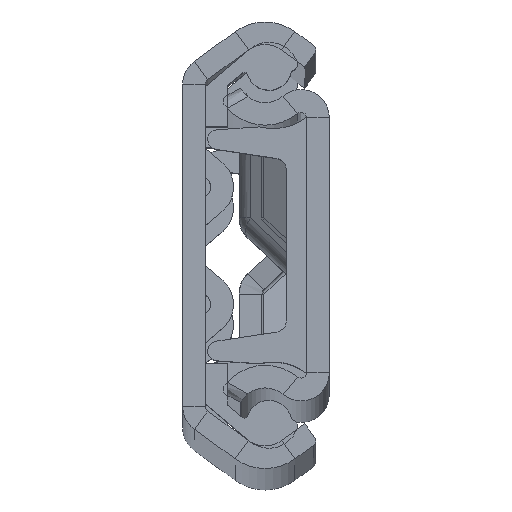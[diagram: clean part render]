
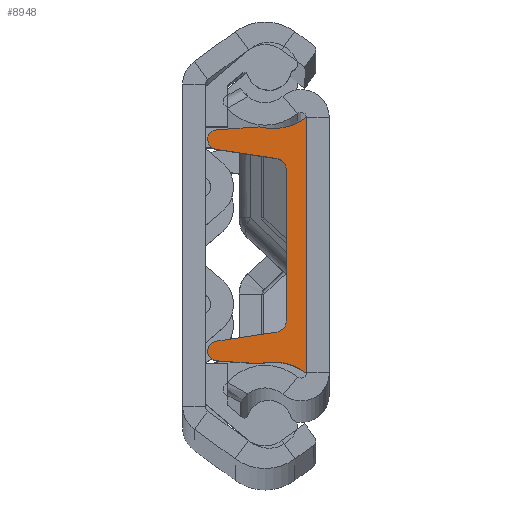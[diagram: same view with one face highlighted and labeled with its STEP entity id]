
A CAD part, top view. The second image highlights one B-rep face of the part: STEP entity #8948.
In plain terms, the highlighted face is planar.
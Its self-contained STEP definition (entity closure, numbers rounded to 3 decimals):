
#14 = ORIENTED_EDGE ( 'NONE', *, *, #7360, .T. ) ;
#190 = PLANE ( 'NONE',  #2164 ) ;
#262 = CARTESIAN_POINT ( 'NONE',  ( 6., 6.708, 1.8 ) ) ;
#269 = ORIENTED_EDGE ( 'NONE', *, *, #8173, .F. ) ;
#294 = EDGE_CURVE ( 'NONE', #9647, #9412, #8848, .T. ) ;
#368 = CARTESIAN_POINT ( 'NONE',  ( 6., 0., 1.8 ) ) ;
#471 = DIRECTION ( 'NONE',  ( 0., 0., -1. ) ) ;
#568 = ORIENTED_EDGE ( 'NONE', *, *, #3960, .F. ) ;
#585 = CARTESIAN_POINT ( 'NONE',  ( 6., -11.35, 0. ) ) ;
#660 = DIRECTION ( 'NONE',  ( 0., -1., 0. ) ) ;
#769 = CARTESIAN_POINT ( 'NONE',  ( 6., 7.136, -1.074 ) ) ;
#850 = CARTESIAN_POINT ( 'NONE',  ( 6., -10.248, 7.983 ) ) ;
#900 = VERTEX_POINT ( 'NONE', #5939 ) ;
#1510 = VECTOR ( 'NONE', #2439, 1000. ) ;
#1577 = ORIENTED_EDGE ( 'NONE', *, *, #8202, .T. ) ;
#1599 = EDGE_CURVE ( 'NONE', #9810, #4041, #3917, .T. ) ;
#1616 = DIRECTION ( 'NONE',  ( 0., 0., -1. ) ) ;
#1630 = EDGE_CURVE ( 'NONE', #9810, #7522, #5626, .T. ) ;
#1721 = DIRECTION ( 'NONE',  ( 1., 0., 0. ) ) ;
#1748 = DIRECTION ( 'NONE',  ( 1., 0., 0. ) ) ;
#1822 = DIRECTION ( 'NONE',  ( 0., -0.149, -0.989 ) ) ;
#1834 = AXIS2_PLACEMENT_3D ( 'NONE', #4525, #10077, #471 ) ;
#1988 = ORIENTED_EDGE ( 'NONE', *, *, #10252, .F. ) ;
#2047 = AXIS2_PLACEMENT_3D ( 'NONE', #8040, #7030, #10355 ) ;
#2164 = AXIS2_PLACEMENT_3D ( 'NONE', #3596, #5957, #6687 ) ;
#2199 = DIRECTION ( 'NONE',  ( 0., 0., -1. ) ) ;
#2439 = DIRECTION ( 'NONE',  ( 0., 0.067, 0.998 ) ) ;
#2601 = EDGE_CURVE ( 'NONE', #3664, #4582, #8001, .T. ) ;
#2922 = LINE ( 'NONE', #368, #6876 ) ;
#2981 = AXIS2_PLACEMENT_3D ( 'NONE', #6908, #9918, #9343 ) ;
#3107 = ORIENTED_EDGE ( 'NONE', *, *, #1599, .F. ) ;
#3161 = ORIENTED_EDGE ( 'NONE', *, *, #294, .F. ) ;
#3233 = CIRCLE ( 'NONE', #4415, 1. ) ;
#3289 = AXIS2_PLACEMENT_3D ( 'NONE', #8440, #3867, #3675 ) ;
#3405 = CARTESIAN_POINT ( 'NONE',  ( 6., 7.697, 2.651 ) ) ;
#3586 = EDGE_CURVE ( 'NONE', #9524, #4802, #7384, .T. ) ;
#3596 = CARTESIAN_POINT ( 'NONE',  ( 6., 0., 0. ) ) ;
#3611 = AXIS2_PLACEMENT_3D ( 'NONE', #8841, #1721, #1616 ) ;
#3619 = DIRECTION ( 'NONE',  ( 0., -1., 0. ) ) ;
#3664 = VERTEX_POINT ( 'NONE', #9244 ) ;
#3675 = DIRECTION ( 'NONE',  ( 0., 0., -1. ) ) ;
#3770 = CARTESIAN_POINT ( 'NONE',  ( 6., 9.375, 8.8 ) ) ;
#3867 = DIRECTION ( 'NONE',  ( 1., 0., 0. ) ) ;
#3917 = LINE ( 'NONE', #6382, #6794 ) ;
#3936 = CARTESIAN_POINT ( 'NONE',  ( 6., 10.248, 7.983 ) ) ;
#3960 = EDGE_CURVE ( 'NONE', #900, #9647, #8746, .T. ) ;
#4041 = VERTEX_POINT ( 'NONE', #5448 ) ;
#4092 = CARTESIAN_POINT ( 'NONE',  ( 6., -9.375, 8.8 ) ) ;
#4249 = DIRECTION ( 'NONE',  ( 0., 0., -1. ) ) ;
#4286 = FACE_OUTER_BOUND ( 'NONE', #5789, .T. ) ;
#4415 = AXIS2_PLACEMENT_3D ( 'NONE', #5623, #4891, #9559 ) ;
#4525 = CARTESIAN_POINT ( 'NONE',  ( 6., 9.375, 7.925 ) ) ;
#4582 = VERTEX_POINT ( 'NONE', #3405 ) ;
#4603 = CARTESIAN_POINT ( 'NONE',  ( 6., -9.375, 7.925 ) ) ;
#4727 = VECTOR ( 'NONE', #6703, 1000. ) ;
#4802 = VERTEX_POINT ( 'NONE', #3770 ) ;
#4891 = DIRECTION ( 'NONE',  ( 1., 0., 0. ) ) ;
#4930 = LINE ( 'NONE', #8122, #1510 ) ;
#5217 = VERTEX_POINT ( 'NONE', #850 ) ;
#5274 = ORIENTED_EDGE ( 'NONE', *, *, #9551, .F. ) ;
#5375 = DIRECTION ( 'NONE',  ( 1., 0., 0. ) ) ;
#5448 = CARTESIAN_POINT ( 'NONE',  ( 6., -7.697, 2.651 ) ) ;
#5456 = CIRCLE ( 'NONE', #3611, 0.875 ) ;
#5623 = CARTESIAN_POINT ( 'NONE',  ( 6., -6.708, 2.8 ) ) ;
#5625 = ORIENTED_EDGE ( 'NONE', *, *, #1630, .T. ) ;
#5626 = CIRCLE ( 'NONE', #6622, 0.875 ) ;
#5686 = ORIENTED_EDGE ( 'NONE', *, *, #2601, .T. ) ;
#5737 = AXIS2_PLACEMENT_3D ( 'NONE', #7379, #1748, #4249 ) ;
#5789 = EDGE_LOOP ( 'NONE', ( #3107, #5625, #14, #9734, #1988, #3161, #568, #7316, #6159, #7932, #5686, #269, #1577, #5274 ) ) ;
#5905 = CARTESIAN_POINT ( 'NONE',  ( 6., -6.708, 1.8 ) ) ;
#5939 = CARTESIAN_POINT ( 'NONE',  ( 6., 10.5, 4.216 ) ) ;
#5957 = DIRECTION ( 'NONE',  ( 1., 0., 0. ) ) ;
#6061 = CARTESIAN_POINT ( 'NONE',  ( 6., 11.35, 0. ) ) ;
#6159 = ORIENTED_EDGE ( 'NONE', *, *, #3586, .T. ) ;
#6382 = CARTESIAN_POINT ( 'NONE',  ( 6., -7.136, -1.074 ) ) ;
#6386 = CARTESIAN_POINT ( 'NONE',  ( 6., -10.5, 4.216 ) ) ;
#6622 = AXIS2_PLACEMENT_3D ( 'NONE', #4603, #5375, #2199 ) ;
#6663 = EDGE_CURVE ( 'NONE', #4802, #3664, #5456, .T. ) ;
#6687 = DIRECTION ( 'NONE',  ( 0., 0., -1. ) ) ;
#6703 = DIRECTION ( 'NONE',  ( 0., -0.067, 0.998 ) ) ;
#6760 = LINE ( 'NONE', #9978, #4727 ) ;
#6794 = VECTOR ( 'NONE', #9599, 1000. ) ;
#6876 = VECTOR ( 'NONE', #3619, 1000. ) ;
#6908 = CARTESIAN_POINT ( 'NONE',  ( 6., 6.708, 2.8 ) ) ;
#7030 = DIRECTION ( 'NONE',  ( 1., 0., 0. ) ) ;
#7154 = CARTESIAN_POINT ( 'NONE',  ( 6., -8.51, 8.055 ) ) ;
#7316 = ORIENTED_EDGE ( 'NONE', *, *, #8216, .T. ) ;
#7360 = EDGE_CURVE ( 'NONE', #7522, #5217, #8997, .T. ) ;
#7379 = CARTESIAN_POINT ( 'NONE',  ( 6., 15.35, 3. ) ) ;
#7384 = CIRCLE ( 'NONE', #1834, 0.875 ) ;
#7428 = VERTEX_POINT ( 'NONE', #6386 ) ;
#7496 = VECTOR ( 'NONE', #1822, 1000. ) ;
#7512 = CIRCLE ( 'NONE', #2981, 1. ) ;
#7522 = VERTEX_POINT ( 'NONE', #4092 ) ;
#7602 = VERTEX_POINT ( 'NONE', #262 ) ;
#7932 = ORIENTED_EDGE ( 'NONE', *, *, #6663, .T. ) ;
#7942 = CIRCLE ( 'NONE', #2047, 5. ) ;
#8001 = LINE ( 'NONE', #769, #7496 ) ;
#8040 = CARTESIAN_POINT ( 'NONE',  ( 6., -15.35, 3. ) ) ;
#8122 = CARTESIAN_POINT ( 'NONE',  ( 6., -10.734, 0.718 ) ) ;
#8173 = EDGE_CURVE ( 'NONE', #7602, #4582, #7512, .T. ) ;
#8202 = EDGE_CURVE ( 'NONE', #7602, #10104, #2922, .T. ) ;
#8216 = EDGE_CURVE ( 'NONE', #900, #9524, #6760, .T. ) ;
#8440 = CARTESIAN_POINT ( 'NONE',  ( 6., -9.375, 7.925 ) ) ;
#8473 = EDGE_CURVE ( 'NONE', #7428, #5217, #4930, .T. ) ;
#8746 = CIRCLE ( 'NONE', #5737, 5. ) ;
#8794 = CARTESIAN_POINT ( 'NONE',  ( 6., 0., 0. ) ) ;
#8841 = CARTESIAN_POINT ( 'NONE',  ( 6., 9.375, 7.925 ) ) ;
#8848 = LINE ( 'NONE', #8794, #9446 ) ;
#8948 = ADVANCED_FACE ( 'NONE', ( #4286 ), #190, .T. ) ;
#8997 = CIRCLE ( 'NONE', #3289, 0.875 ) ;
#9244 = CARTESIAN_POINT ( 'NONE',  ( 6., 8.51, 8.055 ) ) ;
#9343 = DIRECTION ( 'NONE',  ( 0., 0., -1. ) ) ;
#9412 = VERTEX_POINT ( 'NONE', #585 ) ;
#9446 = VECTOR ( 'NONE', #660, 1000. ) ;
#9524 = VERTEX_POINT ( 'NONE', #3936 ) ;
#9551 = EDGE_CURVE ( 'NONE', #4041, #10104, #3233, .T. ) ;
#9559 = DIRECTION ( 'NONE',  ( 0., 0., -1. ) ) ;
#9599 = DIRECTION ( 'NONE',  ( 0., 0.149, -0.989 ) ) ;
#9647 = VERTEX_POINT ( 'NONE', #6061 ) ;
#9734 = ORIENTED_EDGE ( 'NONE', *, *, #8473, .F. ) ;
#9810 = VERTEX_POINT ( 'NONE', #7154 ) ;
#9918 = DIRECTION ( 'NONE',  ( 1., 0., 0. ) ) ;
#9978 = CARTESIAN_POINT ( 'NONE',  ( 6., 10.734, 0.718 ) ) ;
#10077 = DIRECTION ( 'NONE',  ( 1., 0., 0. ) ) ;
#10104 = VERTEX_POINT ( 'NONE', #5905 ) ;
#10252 = EDGE_CURVE ( 'NONE', #9412, #7428, #7942, .T. ) ;
#10355 = DIRECTION ( 'NONE',  ( 0., 0., -1. ) ) ;
